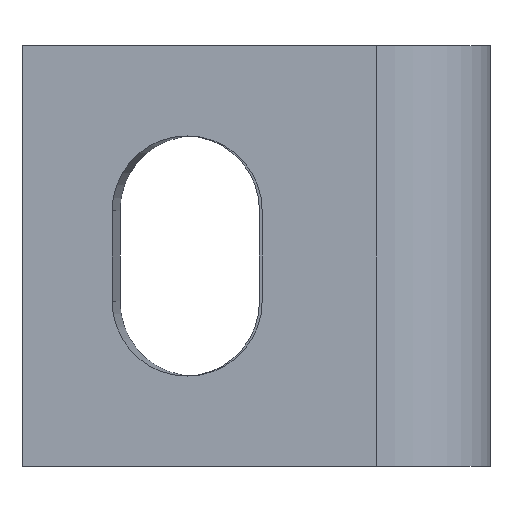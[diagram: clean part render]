
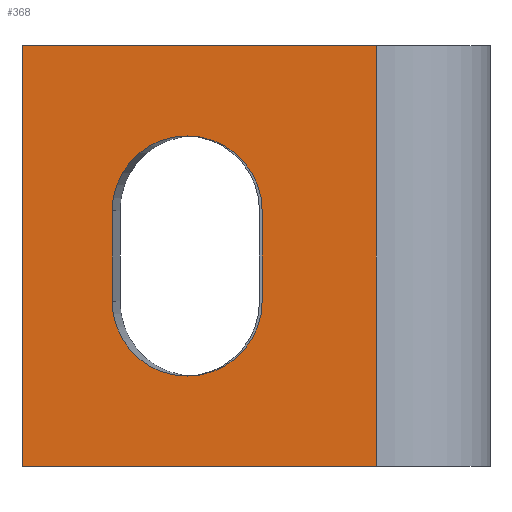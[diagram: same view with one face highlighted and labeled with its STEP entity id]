
A CAD part, front view. The second image highlights one B-rep face of the part: STEP entity #368.
In plain terms, the highlighted planar face has unit normal (0, -1, 0).
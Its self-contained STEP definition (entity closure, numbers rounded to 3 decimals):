
#5 = CARTESIAN_POINT ( 'NONE',  ( 5.9, -1., 7. ) ) ;
#7 = LINE ( 'NONE', #213, #360 ) ;
#20 = EDGE_CURVE ( 'NONE', #83, #89, #317, .T. ) ;
#35 = VERTEX_POINT ( 'NONE', #5 ) ;
#60 = CARTESIAN_POINT ( 'NONE',  ( 2.75, -1., 1.5 ) ) ;
#64 = EDGE_LOOP ( 'NONE', ( #352, #427, #291, #413, #562 ) ) ;
#65 = EDGE_CURVE ( 'NONE', #564, #83, #7, .T. ) ;
#69 = DIRECTION ( 'NONE',  ( 0., 0., -1. ) ) ;
#75 = EDGE_CURVE ( 'NONE', #626, #311, #322, .T. ) ;
#82 = CARTESIAN_POINT ( 'NONE',  ( 2.75, -1., 2.75 ) ) ;
#83 = VERTEX_POINT ( 'NONE', #629 ) ;
#88 = VECTOR ( 'NONE', #519, 1000. ) ;
#89 = VERTEX_POINT ( 'NONE', #392 ) ;
#101 = FACE_BOUND ( 'NONE', #64, .T. ) ;
#112 = CIRCLE ( 'NONE', #274, 1.25 ) ;
#122 = CARTESIAN_POINT ( 'NONE',  ( 4., -1., 4.25 ) ) ;
#127 = CARTESIAN_POINT ( 'NONE',  ( 5.9, -1., 7. ) ) ;
#134 = DIRECTION ( 'NONE',  ( 0., 0., 1. ) ) ;
#135 = EDGE_CURVE ( 'NONE', #603, #678, #112, .T. ) ;
#148 = VERTEX_POINT ( 'NONE', #499 ) ;
#153 = CARTESIAN_POINT ( 'NONE',  ( 1.5, -1., 4.25 ) ) ;
#166 = CARTESIAN_POINT ( 'NONE',  ( 0., -1., 7. ) ) ;
#167 = CARTESIAN_POINT ( 'NONE',  ( 1.5, -1., 2.75 ) ) ;
#194 = VECTOR ( 'NONE', #328, 1000. ) ;
#201 = LINE ( 'NONE', #456, #88 ) ;
#213 = CARTESIAN_POINT ( 'NONE',  ( 0., -1., 7. ) ) ;
#214 = VECTOR ( 'NONE', #604, 1000. ) ;
#217 = EDGE_CURVE ( 'NONE', #35, #89, #480, .T. ) ;
#223 = VECTOR ( 'NONE', #476, 1000. ) ;
#254 = PLANE ( 'NONE',  #585 ) ;
#268 = CARTESIAN_POINT ( 'NONE',  ( 0., -1., 7. ) ) ;
#271 = CARTESIAN_POINT ( 'NONE',  ( 0., -1., 0. ) ) ;
#274 = AXIS2_PLACEMENT_3D ( 'NONE', #341, #494, #69 ) ;
#282 = DIRECTION ( 'NONE',  ( 0., 0., -1. ) ) ;
#288 = ORIENTED_EDGE ( 'NONE', *, *, #498, .F. ) ;
#291 = ORIENTED_EDGE ( 'NONE', *, *, #135, .F. ) ;
#292 = DIRECTION ( 'NONE',  ( 0., 0., -1. ) ) ;
#305 = EDGE_LOOP ( 'NONE', ( #509, #463, #288, #555 ) ) ;
#310 = FACE_OUTER_BOUND ( 'NONE', #305, .T. ) ;
#311 = VERTEX_POINT ( 'NONE', #153 ) ;
#317 = LINE ( 'NONE', #271, #223 ) ;
#322 = CIRCLE ( 'NONE', #412, 1.25 ) ;
#326 = EDGE_CURVE ( 'NONE', #311, #603, #201, .T. ) ;
#328 = DIRECTION ( 'NONE',  ( 1., 0., 0. ) ) ;
#331 = EDGE_CURVE ( 'NONE', #148, #626, #668, .T. ) ;
#341 = CARTESIAN_POINT ( 'NONE',  ( 2.75, -1., 2.75 ) ) ;
#352 = ORIENTED_EDGE ( 'NONE', *, *, #331, .F. ) ;
#360 = VECTOR ( 'NONE', #432, 1000. ) ;
#362 = VECTOR ( 'NONE', #282, 1000. ) ;
#368 = ADVANCED_FACE ( 'NONE', ( #101, #310 ), #254, .F. ) ;
#384 = EDGE_CURVE ( 'NONE', #678, #148, #473, .T. ) ;
#392 = CARTESIAN_POINT ( 'NONE',  ( 5.9, -1., 0. ) ) ;
#395 = AXIS2_PLACEMENT_3D ( 'NONE', #82, #407, #292 ) ;
#407 = DIRECTION ( 'NONE',  ( 0., -1., 0. ) ) ;
#412 = AXIS2_PLACEMENT_3D ( 'NONE', #527, #471, #688 ) ;
#413 = ORIENTED_EDGE ( 'NONE', *, *, #326, .F. ) ;
#427 = ORIENTED_EDGE ( 'NONE', *, *, #384, .F. ) ;
#432 = DIRECTION ( 'NONE',  ( 0., 0., -1. ) ) ;
#434 = LINE ( 'NONE', #166, #194 ) ;
#456 = CARTESIAN_POINT ( 'NONE',  ( 1.5, -1., 2.75 ) ) ;
#463 = ORIENTED_EDGE ( 'NONE', *, *, #217, .F. ) ;
#471 = DIRECTION ( 'NONE',  ( 0., -1., 0. ) ) ;
#473 = CIRCLE ( 'NONE', #395, 1.25 ) ;
#476 = DIRECTION ( 'NONE',  ( 1., 0., 0. ) ) ;
#480 = LINE ( 'NONE', #127, #362 ) ;
#494 = DIRECTION ( 'NONE',  ( 0., -1., 0. ) ) ;
#498 = EDGE_CURVE ( 'NONE', #564, #35, #434, .T. ) ;
#499 = CARTESIAN_POINT ( 'NONE',  ( 4., -1., 2.75 ) ) ;
#509 = ORIENTED_EDGE ( 'NONE', *, *, #20, .T. ) ;
#519 = DIRECTION ( 'NONE',  ( 0., 0., -1. ) ) ;
#527 = CARTESIAN_POINT ( 'NONE',  ( 2.75, -1., 4.25 ) ) ;
#555 = ORIENTED_EDGE ( 'NONE', *, *, #65, .T. ) ;
#562 = ORIENTED_EDGE ( 'NONE', *, *, #75, .F. ) ;
#564 = VERTEX_POINT ( 'NONE', #268 ) ;
#585 = AXIS2_PLACEMENT_3D ( 'NONE', #660, #664, #134 ) ;
#603 = VERTEX_POINT ( 'NONE', #167 ) ;
#604 = DIRECTION ( 'NONE',  ( 0., 0., 1. ) ) ;
#626 = VERTEX_POINT ( 'NONE', #122 ) ;
#629 = CARTESIAN_POINT ( 'NONE',  ( 0., -1., 0. ) ) ;
#660 = CARTESIAN_POINT ( 'NONE',  ( 0., -1., 7. ) ) ;
#664 = DIRECTION ( 'NONE',  ( 0., 1., 0. ) ) ;
#668 = LINE ( 'NONE', #680, #214 ) ;
#678 = VERTEX_POINT ( 'NONE', #60 ) ;
#680 = CARTESIAN_POINT ( 'NONE',  ( 4., -1., 2.75 ) ) ;
#688 = DIRECTION ( 'NONE',  ( 0., 0., -1. ) ) ;
